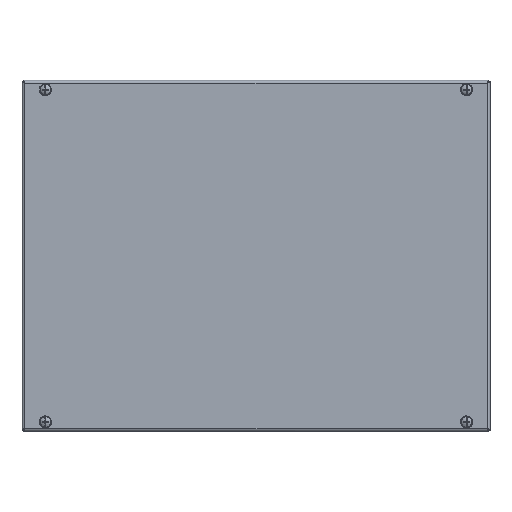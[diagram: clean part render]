
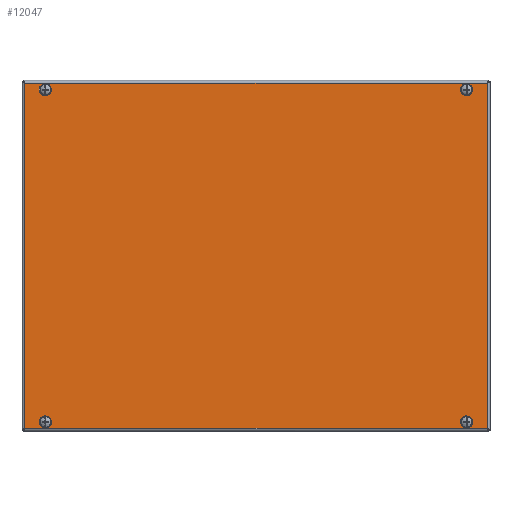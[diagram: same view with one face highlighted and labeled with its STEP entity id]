
A CAD part, top view. The second image highlights one B-rep face of the part: STEP entity #12047.
In plain terms, the highlighted face is planar.
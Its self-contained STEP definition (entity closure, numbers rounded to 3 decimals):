
#12047 = ADVANCED_FACE('',(#12048,#12059,#12070,#12081,#12092),#12126,
  .F.);
#12048 = FACE_BOUND('',#12049,.T.);
#12049 = EDGE_LOOP('',(#12050));
#12050 = ORIENTED_EDGE('',*,*,#12051,.F.);
#12051 = EDGE_CURVE('',#12052,#12052,#12054,.T.);
#12052 = VERTEX_POINT('',#12053);
#12053 = CARTESIAN_POINT('',(184.,-142.,-0.));
#12054 = CIRCLE('',#12055,4.);
#12055 = AXIS2_PLACEMENT_3D('',#12056,#12057,#12058);
#12056 = CARTESIAN_POINT('',(180.,-142.,-0.));
#12057 = DIRECTION('',(0.,0.,-1.));
#12058 = DIRECTION('',(1.,0.,0.));
#12059 = FACE_BOUND('',#12060,.T.);
#12060 = EDGE_LOOP('',(#12061));
#12061 = ORIENTED_EDGE('',*,*,#12062,.F.);
#12062 = EDGE_CURVE('',#12063,#12063,#12065,.T.);
#12063 = VERTEX_POINT('',#12064);
#12064 = CARTESIAN_POINT('',(-184.,-142.,0.));
#12065 = CIRCLE('',#12066,4.);
#12066 = AXIS2_PLACEMENT_3D('',#12067,#12068,#12069);
#12067 = CARTESIAN_POINT('',(-180.,-142.,0.));
#12068 = DIRECTION('',(0.,0.,-1.));
#12069 = DIRECTION('',(-1.,0.,0.));
#12070 = FACE_BOUND('',#12071,.T.);
#12071 = EDGE_LOOP('',(#12072));
#12072 = ORIENTED_EDGE('',*,*,#12073,.F.);
#12073 = EDGE_CURVE('',#12074,#12074,#12076,.T.);
#12074 = VERTEX_POINT('',#12075);
#12075 = CARTESIAN_POINT('',(-176.,142.,0.));
#12076 = CIRCLE('',#12077,4.);
#12077 = AXIS2_PLACEMENT_3D('',#12078,#12079,#12080);
#12078 = CARTESIAN_POINT('',(-180.,142.,0.));
#12079 = DIRECTION('',(0.,0.,-1.));
#12080 = DIRECTION('',(1.,0.,0.));
#12081 = FACE_BOUND('',#12082,.T.);
#12082 = EDGE_LOOP('',(#12083));
#12083 = ORIENTED_EDGE('',*,*,#12084,.F.);
#12084 = EDGE_CURVE('',#12085,#12085,#12087,.T.);
#12085 = VERTEX_POINT('',#12086);
#12086 = CARTESIAN_POINT('',(176.,142.,0.));
#12087 = CIRCLE('',#12088,4.);
#12088 = AXIS2_PLACEMENT_3D('',#12089,#12090,#12091);
#12089 = CARTESIAN_POINT('',(180.,142.,0.));
#12090 = DIRECTION('',(0.,0.,-1.));
#12091 = DIRECTION('',(-1.,0.,0.));
#12092 = FACE_BOUND('',#12093,.T.);
#12093 = EDGE_LOOP('',(#12094,#12104,#12112,#12120));
#12094 = ORIENTED_EDGE('',*,*,#12095,.T.);
#12095 = EDGE_CURVE('',#12096,#12098,#12100,.T.);
#12096 = VERTEX_POINT('',#12097);
#12097 = CARTESIAN_POINT('',(197.5,-147.5,0.));
#12098 = VERTEX_POINT('',#12099);
#12099 = CARTESIAN_POINT('',(-197.5,-147.5,0.));
#12100 = LINE('',#12101,#12102);
#12101 = CARTESIAN_POINT('',(198.743,-147.5,0.)
  );
#12102 = VECTOR('',#12103,1.);
#12103 = DIRECTION('',(-1.,0.,0.));
#12104 = ORIENTED_EDGE('',*,*,#12105,.T.);
#12105 = EDGE_CURVE('',#12098,#12106,#12108,.T.);
#12106 = VERTEX_POINT('',#12107);
#12107 = CARTESIAN_POINT('',(-197.5,147.5,0.));
#12108 = LINE('',#12109,#12110);
#12109 = CARTESIAN_POINT('',(-197.5,-148.743,0.)
  );
#12110 = VECTOR('',#12111,1.);
#12111 = DIRECTION('',(-0.,1.,-0.));
#12112 = ORIENTED_EDGE('',*,*,#12113,.T.);
#12113 = EDGE_CURVE('',#12106,#12114,#12116,.T.);
#12114 = VERTEX_POINT('',#12115);
#12115 = CARTESIAN_POINT('',(197.5,147.5,0.));
#12116 = LINE('',#12117,#12118);
#12117 = CARTESIAN_POINT('',(-198.743,147.5,0.)
  );
#12118 = VECTOR('',#12119,1.);
#12119 = DIRECTION('',(1.,0.,0.));
#12120 = ORIENTED_EDGE('',*,*,#12121,.T.);
#12121 = EDGE_CURVE('',#12114,#12096,#12122,.T.);
#12122 = LINE('',#12123,#12124);
#12123 = CARTESIAN_POINT('',(197.5,148.743,0.));
#12124 = VECTOR('',#12125,1.);
#12125 = DIRECTION('',(-0.,-1.,-0.));
#12126 = PLANE('',#12127);
#12127 = AXIS2_PLACEMENT_3D('',#12128,#12129,#12130);
#12128 = CARTESIAN_POINT('',(-200.,150.,0.));
#12129 = DIRECTION('',(0.,-0.,1.));
#12130 = DIRECTION('',(1.,0.,0.));
